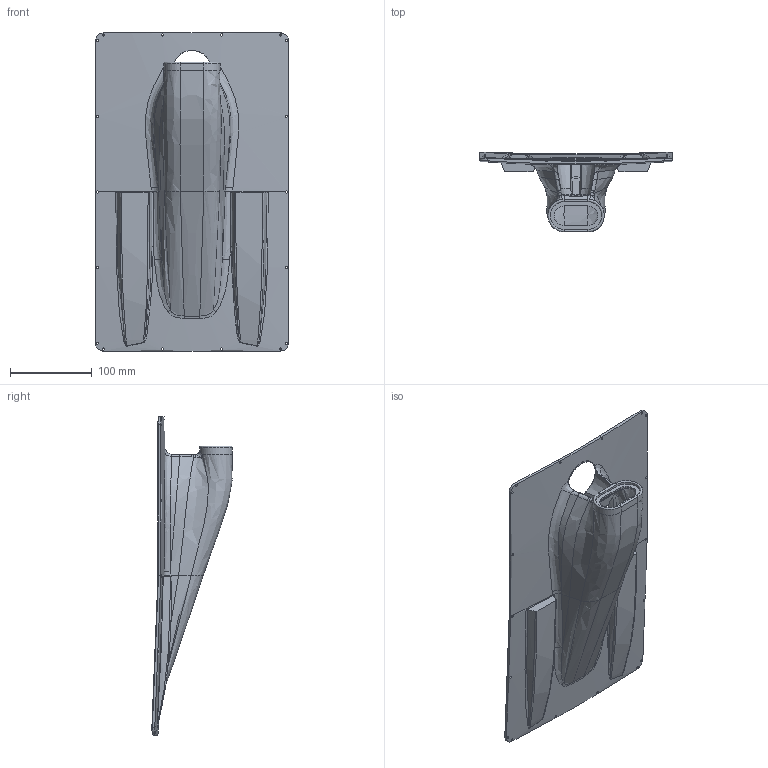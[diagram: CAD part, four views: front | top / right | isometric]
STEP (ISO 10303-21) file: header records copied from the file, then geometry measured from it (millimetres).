
FILE_DESCRIPTION(/* description */ (''),/* implementation_level */ '2;1');
FILE_NAME(/* name */ 'Hull_Cover.stp',/* time_stamp */ '2021-09-18T17:08:50+12:00',/* author */ ('PC'),/* organization */ (''),/* preprocessor_version */ 'ST-DEVELOPER v18.1',/* originating_system */ 'Autodesk Inventor 2021',/* authorisation */ '');
FILE_SCHEMA (('AUTOMOTIVE_DESIGN { 1 0 10303 214 3 1 1 }'));
Length unit declared in the file: millimetre
Products named in the file (1): Cover Cutout
Bounding box: 236.5 x 98.6 x 390 mm (x, y, z)
Volume: 388954.1 mm3; surface area: 269381.1 mm2
Topology: 2 solids, 2 shells, 389 faces, 1172 edges, 788 vertices
Faces by surface type: bspline 231, plane 71, cylinder 50, torus 18, cone 11, sphere 8
Full cylindrical faces by diameter (mm): 2.8 x16
Entity records: 26570 total; most frequent: CARTESIAN_POINT 17927, ORIENTED_EDGE 2330, EDGE_CURVE 1165, DIRECTION 966, VERTEX_POINT 785, B_SPLINE_CURVE_WITH_KNOTS 745, EDGE_LOOP 422, AXIS2_PLACEMENT_3D 395
